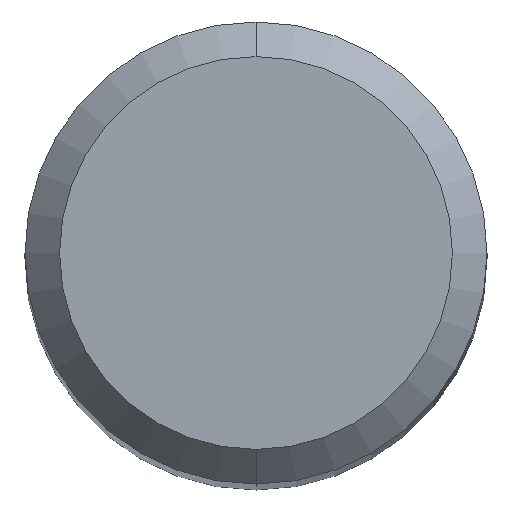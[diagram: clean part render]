
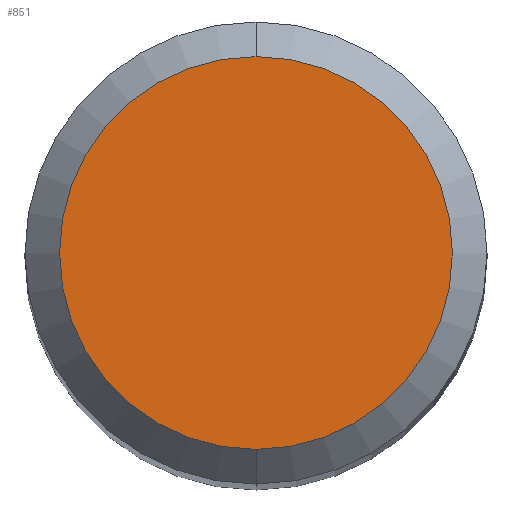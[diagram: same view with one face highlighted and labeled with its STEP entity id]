
A CAD part, top view. The second image highlights one B-rep face of the part: STEP entity #851.
In plain terms, the highlighted planar face has unit normal (0, 0, 1).
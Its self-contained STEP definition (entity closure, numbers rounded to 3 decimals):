
#765=EDGE_CURVE('',#1237,#1115,#1623,.T.);
#851=ADVANCED_FACE('',(#1714),#1715,.T.);
#1115=VERTEX_POINT('',#2005);
#1191=EDGE_CURVE('',#1115,#1237,#2086,.T.);
#1237=VERTEX_POINT('',#2136);
#1623=CIRCLE('',#3745,1.7);
#1714=FACE_OUTER_BOUND('',#3948,.T.);
#1715=PLANE('',#3949);
#2005=CARTESIAN_POINT('',(0.0,1.7,0.0));
#2086=CIRCLE('',#5554,1.7);
#2136=CARTESIAN_POINT('',(0.,-1.7,0.0));
#3745=AXIS2_PLACEMENT_3D('',#6102,#6103,#6104);
#3948=EDGE_LOOP('',(#6173,#6174));
#3949=AXIS2_PLACEMENT_3D('',#6175,#6176,#6177);
#5554=AXIS2_PLACEMENT_3D('',#6577,#6578,#6579);
#6102=CARTESIAN_POINT('',(0.0,0.0,0.0));
#6103=DIRECTION('',(0.0,0.0,-1.0));
#6104=DIRECTION('',(0.0,1.0,0.0));
#6173=ORIENTED_EDGE('',*,*,#1191,.F.);
#6174=ORIENTED_EDGE('',*,*,#765,.F.);
#6175=CARTESIAN_POINT('',(0.0,0.85,0.0));
#6176=DIRECTION('',(-0.0,0.0,1.0));
#6177=DIRECTION('',(0.0,-1.0,0.0));
#6577=CARTESIAN_POINT('',(0.0,0.0,0.0));
#6578=DIRECTION('',(0.0,0.0,-1.0));
#6579=DIRECTION('',(0.0,1.0,0.0));
